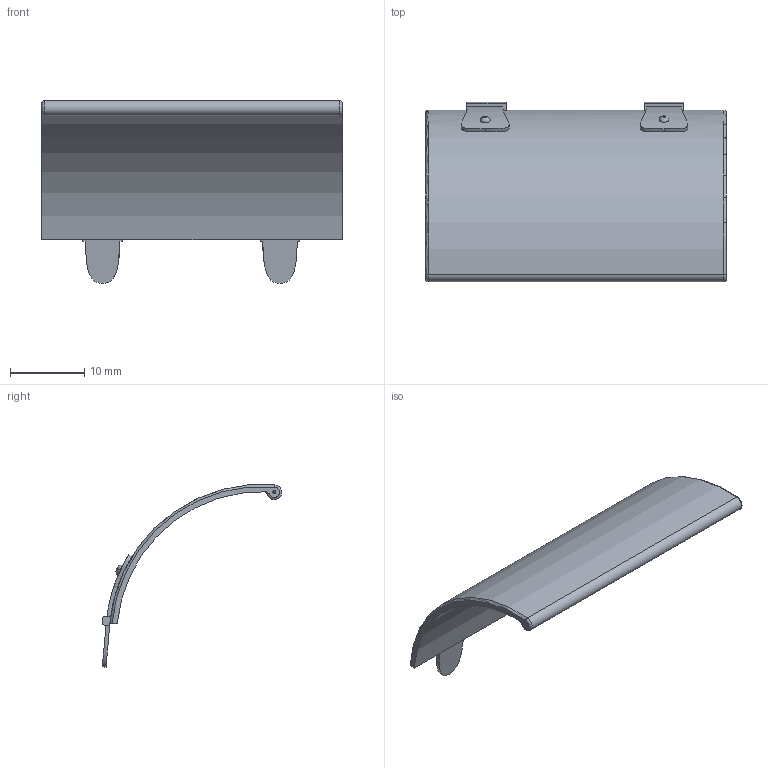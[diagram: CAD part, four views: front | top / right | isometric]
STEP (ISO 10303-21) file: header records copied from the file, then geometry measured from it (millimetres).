
FILE_DESCRIPTION(/* description */ (''),/* implementation_level */ '2;1');
FILE_NAME(/* name */ '',/* time_stamp */ '2023-03-05T23:03:07+08:00',/* author */ (''),/* organization */ (''),/* preprocessor_version */ 'ST-DEVELOPER v19.2',/* originating_system */ 'Autodesk Translation Framework v11.17.0.187',/* authorisation */ '');
FILE_SCHEMA (('AUTOMOTIVE_DESIGN { 1 0 10303 214 3 1 1 }'));
Length unit declared in the file: millimetre
Products named in the file (1): Fusion 零部件
Bounding box: 40.4 x 24.14 x 24.54 mm (x, y, z)
Volume: 1445.4 mm3; surface area: 2944.6 mm2
Topology: 1 solids, 1 shells, 52 faces, 139 edges, 92 vertices
Faces by surface type: plane 19, bspline 16, cylinder 11, torus 4, cone 2
Full cylindrical faces by diameter (mm): 0.4 x2
Entity records: 2871 total; most frequent: CARTESIAN_POINT 1666, ORIENTED_EDGE 274, DIRECTION 173, EDGE_CURVE 137, VERTEX_POINT 92, LINE 59, VECTOR 59, EDGE_LOOP 57
